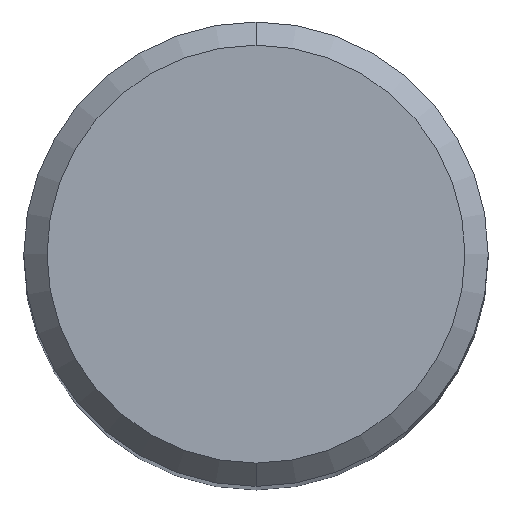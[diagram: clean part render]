
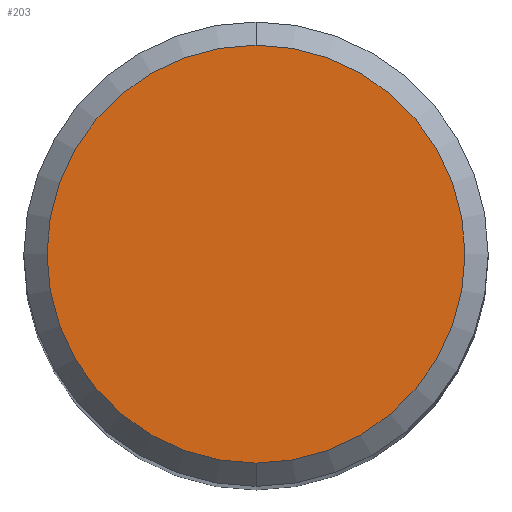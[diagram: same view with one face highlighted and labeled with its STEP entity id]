
A CAD part, top view. The second image highlights one B-rep face of the part: STEP entity #203.
In plain terms, the highlighted planar face has unit normal (0, 0, 1).
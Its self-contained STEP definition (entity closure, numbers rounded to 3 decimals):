
#201=VERTEX_POINT('',#509);
#203=ADVANCED_FACE('',(#511),#512,.T.);
#249=EDGE_CURVE('',#201,#371,#563,.T.);
#327=EDGE_CURVE('',#371,#201,#648,.T.);
#371=VERTEX_POINT('',#696);
#509=CARTESIAN_POINT('',(0.,-3.6,0.));
#511=FACE_OUTER_BOUND('',#876,.T.);
#512=PLANE('',#877);
#563=CIRCLE('',#965,3.6);
#648=CIRCLE('',#1131,3.6);
#696=CARTESIAN_POINT('',(0.0,3.6,0.));
#876=EDGE_LOOP('',(#1483,#1484));
#877=AXIS2_PLACEMENT_3D('',#1485,#1486,#1487);
#965=AXIS2_PLACEMENT_3D('',#1547,#1548,#1549);
#1131=AXIS2_PLACEMENT_3D('',#1643,#1644,#1645);
#1483=ORIENTED_EDGE('',*,*,#327,.F.);
#1484=ORIENTED_EDGE('',*,*,#249,.F.);
#1485=CARTESIAN_POINT('',(0.0,1.8,0.));
#1486=DIRECTION('',(-0.0,0.0,1.0));
#1487=DIRECTION('',(0.0,-1.0,0.0));
#1547=CARTESIAN_POINT('',(0.0,0.0,0.));
#1548=DIRECTION('',(0.0,0.0,-1.0));
#1549=DIRECTION('',(0.0,1.0,0.0));
#1643=CARTESIAN_POINT('',(0.0,0.0,0.));
#1644=DIRECTION('',(0.0,0.0,-1.0));
#1645=DIRECTION('',(0.0,1.0,0.0));
